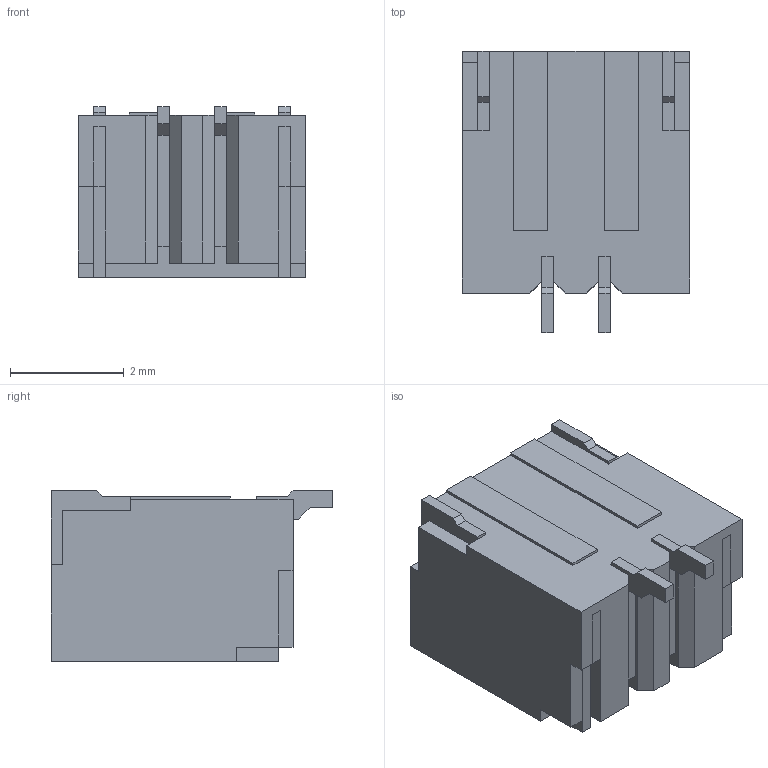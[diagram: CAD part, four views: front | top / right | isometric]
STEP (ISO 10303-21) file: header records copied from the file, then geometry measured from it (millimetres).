
FILE_DESCRIPTION((''),'2;1');
FILE_NAME('M40-4010246_ASM','2018-02-07T10:01:19',('wpreston'),(''),'CREO PARAMETRIC BY PTC INC, 2016510','CREO PARAMETRIC BY PTC INC, 2016510','');
FILE_SCHEMA(('CONFIG_CONTROL_DESIGN','SHAPE_APPEARANCE_LAYERS_GROUPS'));
Length unit declared in the file: millimetre
Products named in the file (4): M40-30102-MOULD; M40-401-PIN; M40-401-TAB; M40-4010246_ASM
Assembly tree (5 placements, depth 2):
  M40-4010246_ASM
    M40-30102-MOULD
    M40-401-PIN  x2
    M40-401-TAB  x2
Bounding box: 4 x 4.95 x 3 mm (x, y, z)
Volume: 29.6 mm3; surface area: 194.4 mm2
Topology: 5 solids, 5 shells, 188 faces, 541 edges, 356 vertices
Faces by surface type: plane 188
Entity records: 6099 total; most frequent: CARTESIAN_POINT 850, ORIENTED_EDGE 842, DIRECTION 727, PRESENTATION_STYLE_ASSIGNMENT 424, STYLED_ITEM 424, VECTOR 421, LINE 421, CURVE_STYLE 421
